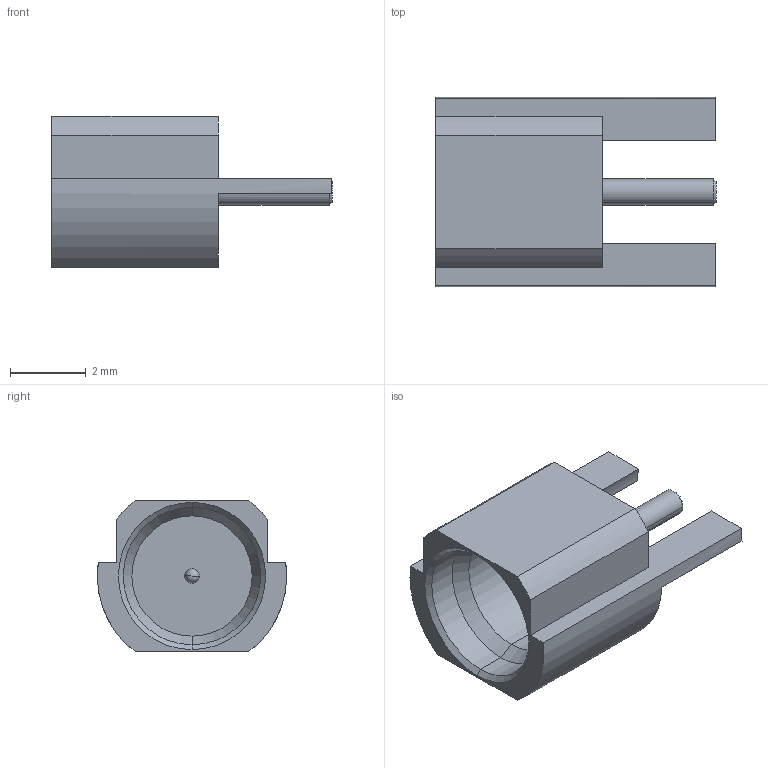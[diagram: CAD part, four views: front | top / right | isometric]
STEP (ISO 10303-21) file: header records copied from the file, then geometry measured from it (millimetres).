
FILE_DESCRIPTION((''),'2;1');
FILE_NAME('SMP-MSSB-PCE-4X_SW0001','2019-11-22T',('Viji'),(''),'CREO PARAMETRIC BY PTC INC, 2018360','CREO PARAMETRIC BY PTC INC, 2018360','');
FILE_SCHEMA(('CONFIG_CONTROL_DESIGN'));
Length unit declared in the file: inch
Products named in the file (1): SMP-MSSB-PCE-4X_SW0001
Bounding box: 7.41 x 5 x 4 mm (x, y, z)
Volume: 53.1 mm3; surface area: 157.6 mm2
Topology: 1 solids, 1 shells, 39 faces, 92 edges, 57 vertices
Faces by surface type: plane 15, cylinder 14, cone 8, sphere 2
Entity records: 1152 total; most frequent: DIRECTION 208, CARTESIAN_POINT 186, ORIENTED_EDGE 180, EDGE_CURVE 90, AXIS2_PLACEMENT_3D 79, VERTEX_POINT 57, VECTOR 50, LINE 50
